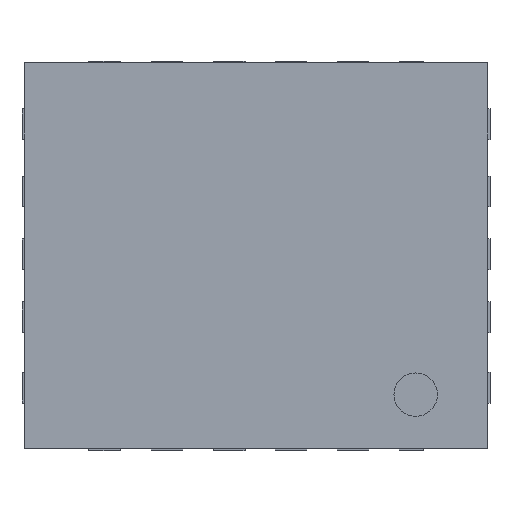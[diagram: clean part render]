
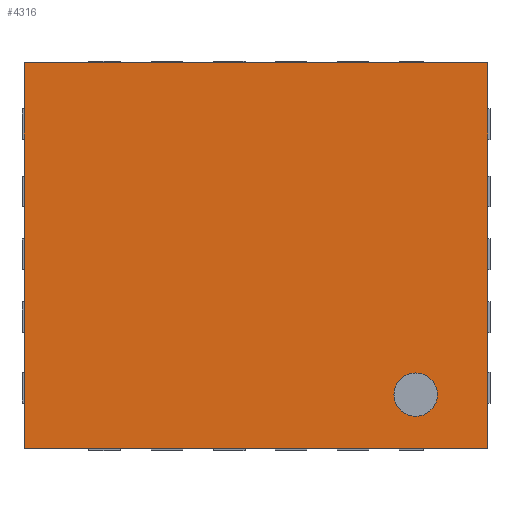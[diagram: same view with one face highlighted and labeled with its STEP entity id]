
A CAD part, top view. The second image highlights one B-rep face of the part: STEP entity #4316.
In plain terms, the highlighted planar face has unit normal (0, 0, 1).
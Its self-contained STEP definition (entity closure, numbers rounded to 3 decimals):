
#97=CIRCLE('',#4537,0.141);
#584=ORIENTED_EDGE('',*,*,#1409,.T.);
#585=ORIENTED_EDGE('',*,*,#1072,.T.);
#586=ORIENTED_EDGE('',*,*,#1096,.T.);
#587=ORIENTED_EDGE('',*,*,#1145,.T.);
#588=ORIENTED_EDGE('',*,*,#1118,.T.);
#1072=EDGE_CURVE('',#1546,#1545,#1861,.T.);
#1096=EDGE_CURVE('',#1545,#1569,#1885,.T.);
#1118=EDGE_CURVE('',#1590,#1546,#1907,.T.);
#1145=EDGE_CURVE('',#1569,#1590,#1934,.T.);
#1409=EDGE_CURVE('',#1807,#1807,#97,.T.);
#1545=VERTEX_POINT('',#5549);
#1546=VERTEX_POINT('',#5551);
#1569=VERTEX_POINT('',#5598);
#1590=VERTEX_POINT('',#5643);
#1807=VERTEX_POINT('',#6211);
#1861=LINE('',#5550,#2276);
#1885=LINE('',#5599,#2300);
#1907=LINE('',#5642,#2322);
#1934=LINE('',#5696,#2349);
#2276=VECTOR('',#4669,1000.);
#2300=VECTOR('',#4695,1000.);
#2322=VECTOR('',#4719,1000.);
#2349=VECTOR('',#4748,1000.);
#2728=EDGE_LOOP('',(#584));
#2729=EDGE_LOOP('',(#585,#586,#587,#588));
#2891=FACE_BOUND('',#2728,.T.);
#2892=FACE_BOUND('',#2729,.T.);
#3048=PLANE('',#4536);
#4316=ADVANCED_FACE('',(#2891,#2892),#3048,.T.);
#4536=AXIS2_PLACEMENT_3D('',#6209,#5182,#5183);
#4537=AXIS2_PLACEMENT_3D('',#6210,#5184,#5185);
#4669=DIRECTION('',(1.,0.,0.));
#4695=DIRECTION('',(0.,1.,0.));
#4719=DIRECTION('',(0.,-1.,0.));
#4748=DIRECTION('',(-1.,0.,0.));
#5182=DIRECTION('',(0.,0.,1.));
#5183=DIRECTION('',(1.,0.,0.));
#5184=DIRECTION('',(0.,0.,-1.));
#5185=DIRECTION('',(0.,-1.,0.));
#5549=CARTESIAN_POINT('',(1.5,-1.25,0.75));
#5550=CARTESIAN_POINT('',(-1.5,-1.25,0.75));
#5551=CARTESIAN_POINT('',(-1.5,-1.25,0.75));
#5598=CARTESIAN_POINT('',(1.5,1.25,0.75));
#5599=CARTESIAN_POINT('',(1.5,-1.25,0.75));
#5642=CARTESIAN_POINT('',(-1.5,1.25,0.75));
#5643=CARTESIAN_POINT('',(-1.5,1.25,0.75));
#5696=CARTESIAN_POINT('',(1.5,1.25,0.75));
#6209=CARTESIAN_POINT('',(0.,0.,0.75));
#6210=CARTESIAN_POINT('',(1.034,-0.899,0.75));
#6211=CARTESIAN_POINT('',(1.034,-1.04,0.75));
